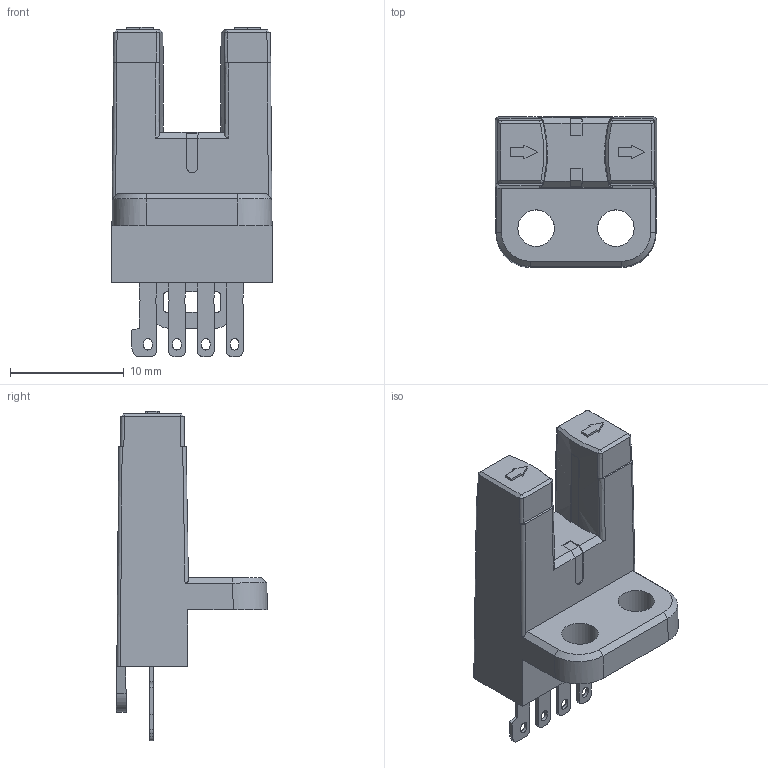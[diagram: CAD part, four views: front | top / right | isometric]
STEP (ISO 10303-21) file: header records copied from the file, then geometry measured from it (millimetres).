
FILE_DESCRIPTION(/* description */ (''),/* implementation_level */ '2;1');
FILE_NAME(/* name */ '',/* time_stamp */ '2024-06-18T17:46:16+08:00',/* author */ (''),/* organization */ (''),/* preprocessor_version */ 'ST-DEVELOPER v14',/* originating_system */ 'SIEMENS PLM Software NX 8.0',/* authorisation */ '');
FILE_SCHEMA (('AUTOMOTIVE_DESIGN { 1 0 10303 214 3 1 1 1 }'));
Length unit declared in the file: millimetre
Products named in the file (1): Admi482CEC8A92dg
Bounding box: 14.13 x 13.26 x 28.88 mm (x, y, z)
Volume: 1826.8 mm3; surface area: 1431.8 mm2
Topology: 1 solids, 1 shells, 187 faces, 517 edges, 338 vertices
Faces by surface type: plane 118, cylinder 47, bspline 18, cone 4
Full cylindrical faces by diameter (mm): 3.2 x2
Entity records: 6474 total; most frequent: CARTESIAN_POINT 1718, ORIENTED_EDGE 1030, DIRECTION 913, EDGE_CURVE 515, VERTEX_POINT 338, LINE 337, VECTOR 337, AXIS2_PLACEMENT_3D 288
